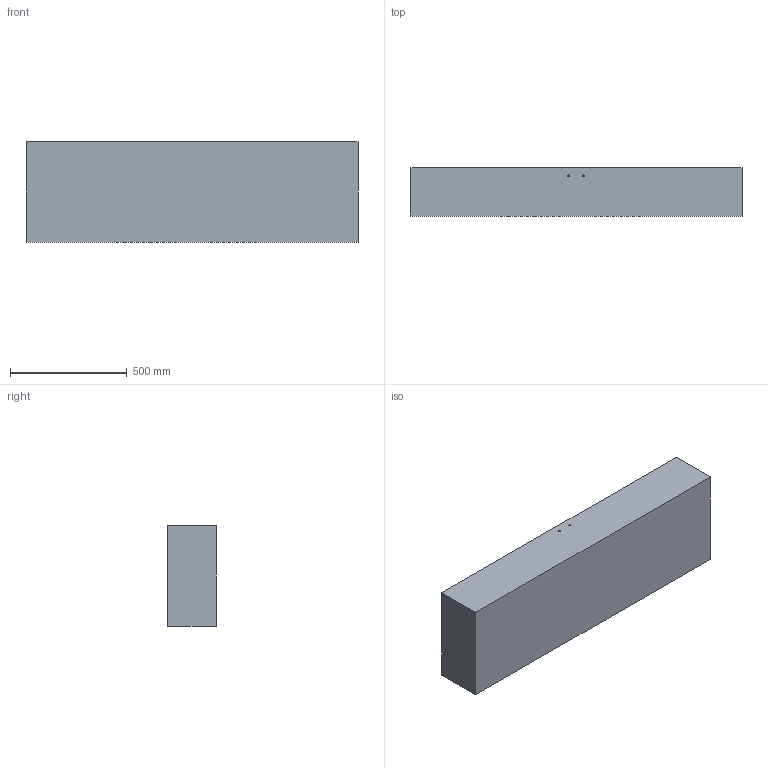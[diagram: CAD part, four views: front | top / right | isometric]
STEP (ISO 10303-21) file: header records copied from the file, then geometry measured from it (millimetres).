
FILE_DESCRIPTION (( 'STEP AP214' ), '1' );
FILE_NAME ('1771-931B-CLR OEM.STEP', '2009-10-08T14:22:22', ( ' ' ), ( ' ' ), 'SwSTEP 2.0', 'SolidWorks 2007', '' );
FILE_SCHEMA (( 'AUTOMOTIVE_DESIGN' ));
Length unit declared in the file: inch
Products named in the file (1): 1771-931B-CLR OEM
Bounding box: 1422.39 x 206.5 x 431.79 mm (x, y, z)
Volume: 31323357.4 mm3; surface area: 2593458.4 mm2
Topology: 1 solids, 1 shells, 361 faces, 835 edges, 475 vertices
Faces by surface type: bspline 162, cylinder 120, plane 59, cone 20
Entity records: 21731 total; most frequent: CARTESIAN_POINT 9942, ORIENTED_EDGE 1658, DIRECTION 1244, EDGE_CURVE 829, AXIS2_PLACEMENT_3D 480, VERTEX_POINT 475, EDGE_LOOP 370, LENGTH_MEASURE_WITH_UNIT 363
